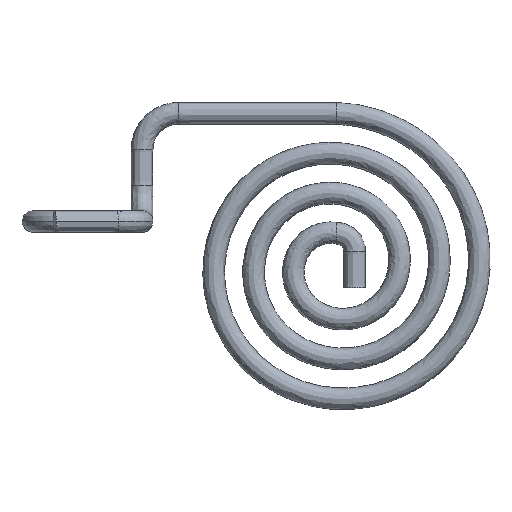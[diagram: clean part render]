
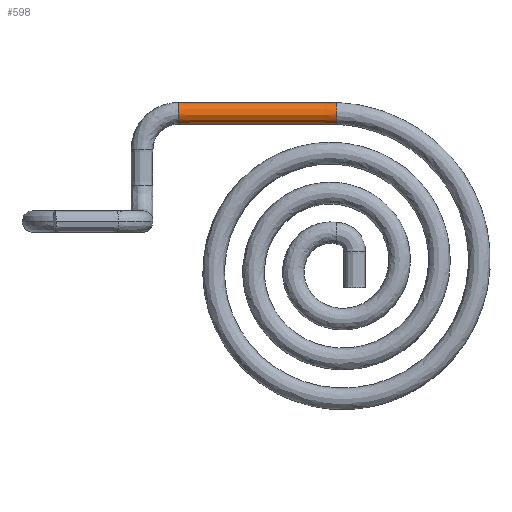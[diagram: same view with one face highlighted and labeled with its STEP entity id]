
A CAD part, left-side view. The second image highlights one B-rep face of the part: STEP entity #598.
In plain terms, the highlighted face is a extrusion surface.
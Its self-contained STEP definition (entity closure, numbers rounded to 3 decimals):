
#343=CARTESIAN_POINT('',(122.52,-5.65,9.774));
#344=VERTEX_POINT('',#343);
#409=CARTESIAN_POINT('',(122.52,-5.65,9.174));
#410=VERTEX_POINT('',#409);
#488=CARTESIAN_POINT('',(122.52,-1.3,9.175));
#489=VERTEX_POINT('',#488);
#490=CARTESIAN_POINT('',(122.52,-5.65,9.175));
#491=DIRECTION('',(0.,1.,0.));
#492=VECTOR('',#491,4.35);
#493=LINE('',#490,#492);
#494=EDGE_CURVE('',#410,#489,#493,.T.);
#496=CARTESIAN_POINT('',(122.52,-1.3,9.775));
#497=VERTEX_POINT('',#496);
#515=CARTESIAN_POINT('',(122.52,-5.65,9.775));
#516=CARTESIAN_POINT('',(122.52,-4.2,9.775));
#517=CARTESIAN_POINT('',(122.52,-2.75,9.775));
#518=CARTESIAN_POINT('',(122.52,-1.3,9.775));
#519=B_SPLINE_CURVE_WITH_KNOTS('',3,(#515,#516,#517,#518),.UNSPECIFIED.,.F.,.F.,(4,4),(0.,4.35),.UNSPECIFIED.);
#520=EDGE_CURVE('',#344,#497,#519,.T.);
#526=CARTESIAN_POINT('',(122.55,-5.65,9.773));
#527=CARTESIAN_POINT('',(122.54,-5.65,9.774));
#528=CARTESIAN_POINT('',(122.502,-5.65,9.777));
#529=CARTESIAN_POINT('',(122.434,-5.65,9.766));
#530=CARTESIAN_POINT('',(122.356,-5.65,9.731));
#531=CARTESIAN_POINT('',(122.29,-5.65,9.674));
#532=CARTESIAN_POINT('',(122.244,-5.65,9.601));
#533=CARTESIAN_POINT('',(122.219,-5.65,9.518));
#534=CARTESIAN_POINT('',(122.219,-5.65,9.432));
#535=CARTESIAN_POINT('',(122.244,-5.65,9.349));
#536=CARTESIAN_POINT('',(122.29,-5.65,9.276));
#537=CARTESIAN_POINT('',(122.356,-5.65,9.219));
#538=CARTESIAN_POINT('',(122.434,-5.65,9.184));
#539=CARTESIAN_POINT('',(122.502,-5.65,9.173));
#540=CARTESIAN_POINT('',(122.54,-5.65,9.176));
#541=CARTESIAN_POINT('',(122.55,-5.65,9.177));
#542=B_SPLINE_CURVE_WITH_KNOTS('',3,(#526,#527,#528,#529,#530,#531,#532,#533,#534,#535,#536,#537,#538,#539,#540,#541),.UNSPECIFIED.,.F.,.F.,(4,1,1,1,1,1,1,1,1,1,1,1,1,4),(0.,0.03,0.116,0.201,0.286,0.372,0.457,0.543,0.628,0.714,0.799,0.884,0.97,1.),.UNSPECIFIED.);
#543=DIRECTION('',(0.,1.,0.));
#544=VECTOR('',#543,1.);
#545=SURFACE_OF_LINEAR_EXTRUSION('',#542,#544);
#546=CARTESIAN_POINT('',(122.224,-5.65,9.52));
#547=VERTEX_POINT('',#546);
#548=CARTESIAN_POINT('',(122.224,-5.65,9.52));
#549=CARTESIAN_POINT('',(122.234,-5.65,9.59));
#550=CARTESIAN_POINT('',(122.27,-5.65,9.656));
#551=CARTESIAN_POINT('',(122.324,-5.65,9.702));
#552=CARTESIAN_POINT('',(122.378,-5.65,9.748));
#553=CARTESIAN_POINT('',(122.449,-5.65,9.775));
#554=CARTESIAN_POINT('',(122.519,-5.65,9.775));
#555=B_SPLINE_CURVE_WITH_KNOTS('',3,(#548,#549,#550,#551,#552,#553,#554),.UNSPECIFIED.,.F.,.F.,(4,3,4),(0.,0.5,1.),.UNSPECIFIED.);
#556=EDGE_CURVE('',#547,#344,#555,.T.);
#557=ORIENTED_EDGE('',*,*,#556,.T.);
#558=ORIENTED_EDGE('',*,*,#520,.T.);
#559=CARTESIAN_POINT('',(122.52,-1.3,9.175));
#560=CARTESIAN_POINT('',(122.492,-1.3,9.175));
#561=CARTESIAN_POINT('',(122.434,-1.3,9.184));
#562=CARTESIAN_POINT('',(122.356,-1.3,9.219));
#563=CARTESIAN_POINT('',(122.29,-1.3,9.276));
#564=CARTESIAN_POINT('',(122.244,-1.3,9.349));
#565=CARTESIAN_POINT('',(122.219,-1.3,9.432));
#566=CARTESIAN_POINT('',(122.219,-1.3,9.518));
#567=CARTESIAN_POINT('',(122.244,-1.3,9.601));
#568=CARTESIAN_POINT('',(122.29,-1.3,9.674));
#569=CARTESIAN_POINT('',(122.356,-1.3,9.731));
#570=CARTESIAN_POINT('',(122.434,-1.3,9.766));
#571=CARTESIAN_POINT('',(122.492,-1.3,9.775));
#572=CARTESIAN_POINT('',(122.52,-1.3,9.775));
#573=B_SPLINE_CURVE_WITH_KNOTS('',3,(#559,#560,#561,#562,#563,#564,#565,#566,#567,#568,#569,#570,#571,#572),.UNSPECIFIED.,.F.,.F.,(4,1,1,1,1,1,1,1,1,1,1,4),(0.03,0.116,0.201,0.286,0.372,0.457,0.543,0.628,0.714,0.799,0.884,0.97),.UNSPECIFIED.);
#574=EDGE_CURVE('',#489,#497,#573,.T.);
#575=ORIENTED_EDGE('',*,*,#574,.F.);
#576=ORIENTED_EDGE('',*,*,#494,.F.);
#577=CARTESIAN_POINT('',(122.221,-5.65,9.45));
#578=VERTEX_POINT('',#577);
#579=CARTESIAN_POINT('',(122.52,-5.65,9.175));
#580=CARTESIAN_POINT('',(122.446,-5.65,9.175));
#581=CARTESIAN_POINT('',(122.372,-5.65,9.204));
#582=CARTESIAN_POINT('',(122.317,-5.65,9.254));
#583=CARTESIAN_POINT('',(122.262,-5.65,9.305));
#584=CARTESIAN_POINT('',(122.227,-5.65,9.376));
#585=CARTESIAN_POINT('',(122.221,-5.65,9.45));
#586=B_SPLINE_CURVE_WITH_KNOTS('',3,(#579,#580,#581,#582,#583,#584,#585),.UNSPECIFIED.,.F.,.F.,(4,3,4),(0.,0.5,1.),.UNSPECIFIED.);
#587=EDGE_CURVE('',#410,#578,#586,.T.);
#588=ORIENTED_EDGE('',*,*,#587,.T.);
#589=CARTESIAN_POINT('',(122.221,-5.65,9.45));
#590=CARTESIAN_POINT('',(122.219,-5.65,9.473));
#591=CARTESIAN_POINT('',(122.22,-5.65,9.497));
#592=CARTESIAN_POINT('',(122.224,-5.65,9.52));
#593=B_SPLINE_CURVE_WITH_KNOTS('',3,(#589,#590,#591,#592),.UNSPECIFIED.,.F.,.F.,(4,4),(0.,1.),.UNSPECIFIED.);
#594=EDGE_CURVE('',#578,#547,#593,.T.);
#595=ORIENTED_EDGE('',*,*,#594,.T.);
#596=EDGE_LOOP('',(#557,#558,#575,#576,#588,#595));
#597=FACE_BOUND('',#596,.T.);
#598=ADVANCED_FACE('',(#597),#545,.F.);
